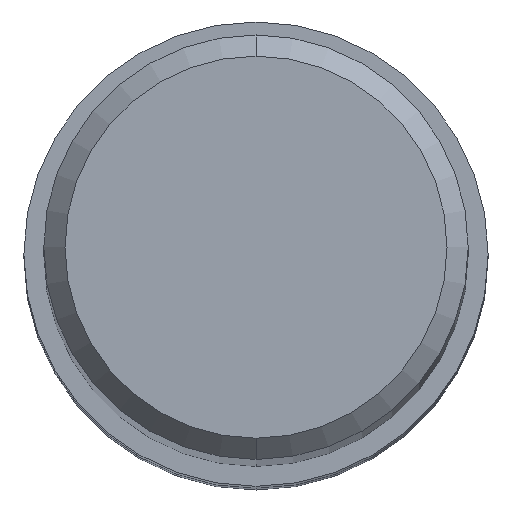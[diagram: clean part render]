
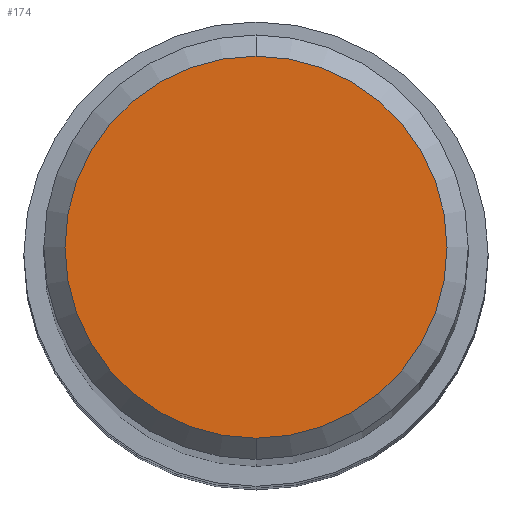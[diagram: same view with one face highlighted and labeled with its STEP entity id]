
A CAD part, top view. The second image highlights one B-rep face of the part: STEP entity #174.
In plain terms, the highlighted planar face has unit normal (0, 0, 1).
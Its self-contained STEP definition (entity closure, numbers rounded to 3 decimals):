
#122=VERTEX_POINT('',#261);
#152=VERTEX_POINT('',#295);
#174=ADVANCED_FACE('',(#321),#322,.T.);
#180=EDGE_CURVE('',#152,#122,#328,.T.);
#196=EDGE_CURVE('',#122,#152,#349,.T.);
#261=CARTESIAN_POINT('',(0.0,7.2,0.0));
#295=CARTESIAN_POINT('',(0.,-7.2,0.0));
#321=FACE_OUTER_BOUND('',#484,.T.);
#322=PLANE('',#485);
#328=CIRCLE('',#496,7.2);
#349=CIRCLE('',#521,7.2);
#484=EDGE_LOOP('',(#653,#654));
#485=AXIS2_PLACEMENT_3D('',#655,#656,#657);
#496=AXIS2_PLACEMENT_3D('',#660,#661,#662);
#521=AXIS2_PLACEMENT_3D('',#705,#706,#707);
#653=ORIENTED_EDGE('',*,*,#196,.F.);
#654=ORIENTED_EDGE('',*,*,#180,.F.);
#655=CARTESIAN_POINT('',(0.0,3.6,0.0));
#656=DIRECTION('',(-0.0,0.0,1.0));
#657=DIRECTION('',(0.0,-1.0,0.0));
#660=CARTESIAN_POINT('',(0.0,0.0,0.0));
#661=DIRECTION('',(0.0,0.0,-1.0));
#662=DIRECTION('',(0.0,1.0,0.0));
#705=CARTESIAN_POINT('',(0.0,0.0,0.0));
#706=DIRECTION('',(0.0,0.0,-1.0));
#707=DIRECTION('',(0.0,1.0,0.0));
